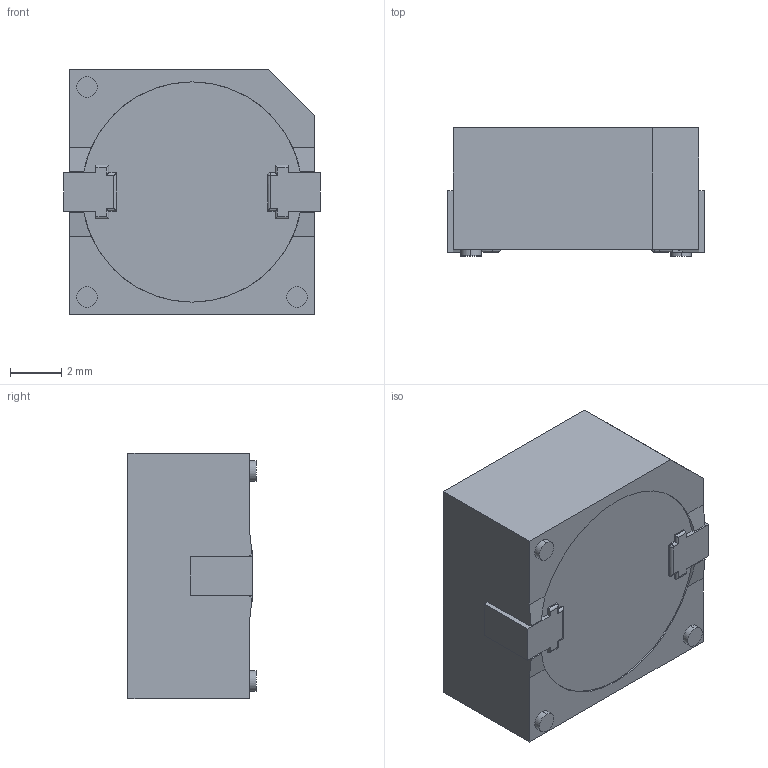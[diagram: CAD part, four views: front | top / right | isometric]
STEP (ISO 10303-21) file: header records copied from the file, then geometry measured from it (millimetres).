
FILE_DESCRIPTION (( 'STEP AP214' ), '1' );
FILE_NAME ('CUI_DEVICES_CMI-9655S-SMT-TR.step', '2019-10-20T21:26:02', ( '' ), ( '' ), 'SwSTEP 2.0', 'SolidWorks 2019', '' );
FILE_SCHEMA (( 'AUTOMOTIVE_DESIGN' ));
Length unit declared in the file: inch
Products named in the file (1): CUI_DEVICES_CMI-9655S-SMT-TR
Bounding box: 10 x 5 x 9.6 mm (x, y, z)
Volume: 422.9 mm3; surface area: 381.2 mm2
Topology: 1 solids, 1 shells, 80 faces, 209 edges, 134 vertices
Faces by surface type: plane 53, cylinder 26, sphere 1
Entity records: 3026 total; most frequent: CARTESIAN_POINT 468, ORIENTED_EDGE 416, DIRECTION 389, EDGE_CURVE 208, LINE 159, VECTOR 159, VERTEX_POINT 134, AXIS2_PLACEMENT_3D 115
